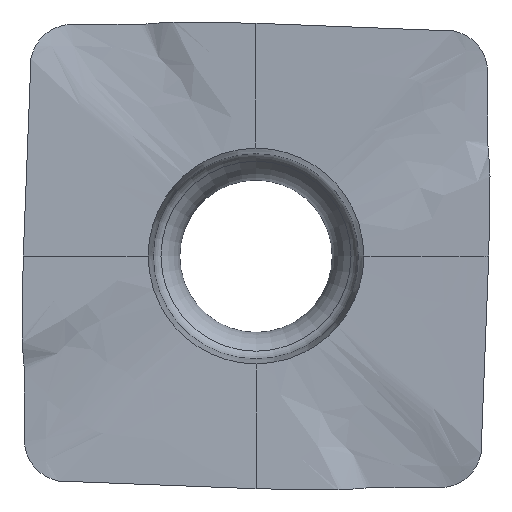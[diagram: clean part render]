
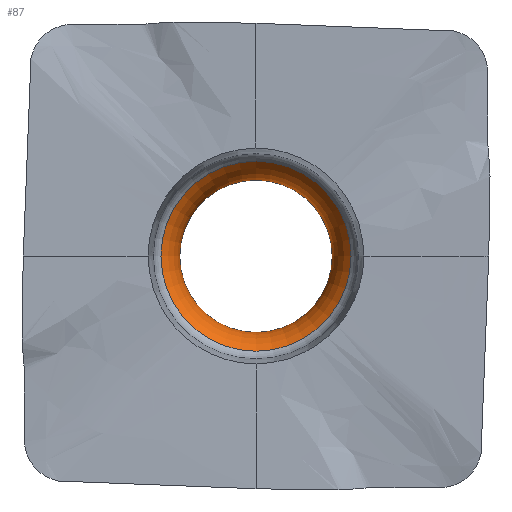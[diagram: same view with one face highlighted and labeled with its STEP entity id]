
A CAD part, top view. The second image highlights one B-rep face of the part: STEP entity #87.
In plain terms, the highlighted toroidal (fillet/blend) face has major radius 2.6 mm and minor radius 1.2 mm.
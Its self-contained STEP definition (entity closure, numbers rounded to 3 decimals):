
#36=TOROIDAL_SURFACE('',#451,2.6,1.2);
#87=ADVANCED_FACE('',(#105,#106),#36,.T.);
#95=CIRCLE('',#447,1.4);
#96=CIRCLE('',#449,1.746);
#105=FACE_BOUND('',#131,.T.);
#106=FACE_BOUND('',#132,.T.);
#131=EDGE_LOOP('',(#249));
#132=EDGE_LOOP('',(#250));
#249=ORIENTED_EDGE('',*,*,#351,.T.);
#250=ORIENTED_EDGE('',*,*,#352,.F.);
#292=VERTEX_POINT('',#9087);
#293=VERTEX_POINT('',#9090);
#351=EDGE_CURVE('',#292,#292,#95,.T.);
#352=EDGE_CURVE('',#293,#293,#96,.T.);
#447=AXIS2_PLACEMENT_3D('',#9086,#474,#475);
#449=AXIS2_PLACEMENT_3D('',#9089,#478,#479);
#451=AXIS2_PLACEMENT_3D('',#9092,#482,#483);
#474=DIRECTION('',(0.,0.,-1.));
#475=DIRECTION('',(1.,0.,0.));
#478=DIRECTION('',(0.,0.,-1.));
#479=DIRECTION('',(1.,0.,0.));
#482=DIRECTION('',(0.,0.,1.));
#483=DIRECTION('',(1.,0.,0.));
#9086=CARTESIAN_POINT('',(0.,0.,-2.536));
#9087=CARTESIAN_POINT('',(1.4,0.,-2.536));
#9089=CARTESIAN_POINT('',(0.,0.,-1.693));
#9090=CARTESIAN_POINT('',(1.746,0.,-1.693));
#9092=CARTESIAN_POINT('',(0.,0.,-2.536));
